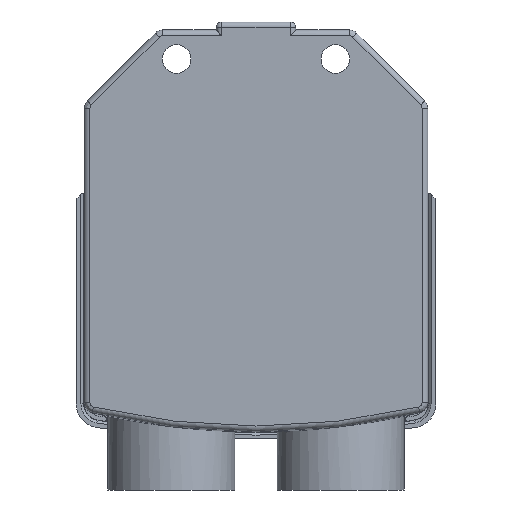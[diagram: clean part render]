
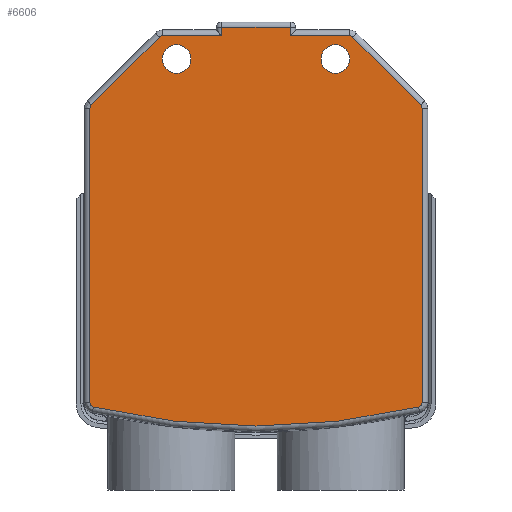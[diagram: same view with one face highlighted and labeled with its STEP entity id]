
A CAD part, front view. The second image highlights one B-rep face of the part: STEP entity #6606.
In plain terms, the highlighted planar face has unit normal (0, -1, 0).
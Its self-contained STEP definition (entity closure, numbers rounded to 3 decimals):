
#37=DIRECTION('',(-1.,0.,0.));
#38=VECTOR('',#37,11.172);
#39=CARTESIAN_POINT('',(17.672,0.,30.9));
#40=LINE('',#39,#38);
#41=CARTESIAN_POINT('',(17.672,0.,30.));
#42=DIRECTION('',(0.,-1.,0.));
#43=DIRECTION('',(0.707,0.,0.707));
#44=AXIS2_PLACEMENT_3D('',#41,#42,#43);
#46=DIRECTION('',(-0.707,0.,0.707));
#47=VECTOR('',#46,18.142);
#48=CARTESIAN_POINT('',(31.136,0.,17.808));
#49=LINE('',#48,#47);
#50=CARTESIAN_POINT('',(30.5,0.,17.172));
#51=DIRECTION('',(0.,-1.,0.));
#52=DIRECTION('',(1.,0.,0.));
#53=AXIS2_PLACEMENT_3D('',#50,#51,#52);
#55=DIRECTION('',(0.,0.,1.));
#56=VECTOR('',#55,55.6);
#57=CARTESIAN_POINT('',(31.4,0.,-38.429));
#58=LINE('',#57,#56);
#59=CARTESIAN_POINT('',(30.5,0.,-38.429));
#60=DIRECTION('',(0.,-1.,0.));
#61=DIRECTION('',(0.231,0.,-0.973));
#62=AXIS2_PLACEMENT_3D('',#59,#60,#61);
#64=CARTESIAN_POINT('',(0.,0.,90.031));
#65=DIRECTION('',(0.,-1.,0.));
#66=DIRECTION('',(-0.231,0.,-0.973));
#67=AXIS2_PLACEMENT_3D('',#64,#65,#66);
#69=CARTESIAN_POINT('',(-30.5,0.,-38.429));
#70=DIRECTION('',(0.,-1.,0.));
#71=DIRECTION('',(-1.,0.,0.));
#72=AXIS2_PLACEMENT_3D('',#69,#70,#71);
#74=DIRECTION('',(0.,0.,-1.));
#75=VECTOR('',#74,55.6);
#76=CARTESIAN_POINT('',(-31.4,0.,17.172));
#77=LINE('',#76,#75);
#78=CARTESIAN_POINT('',(-30.5,0.,17.172));
#79=DIRECTION('',(0.,-1.,0.));
#80=DIRECTION('',(-0.707,0.,0.707));
#81=AXIS2_PLACEMENT_3D('',#78,#79,#80);
#83=DIRECTION('',(-0.707,0.,-0.707));
#84=VECTOR('',#83,18.142);
#85=CARTESIAN_POINT('',(-18.308,0.,30.636));
#86=LINE('',#85,#84);
#87=CARTESIAN_POINT('',(-17.672,0.,30.));
#88=DIRECTION('',(0.,-1.,0.));
#89=DIRECTION('',(0.,0.,1.));
#90=AXIS2_PLACEMENT_3D('',#87,#88,#89);
#92=DIRECTION('',(-1.,0.,0.));
#93=VECTOR('',#92,11.172);
#94=CARTESIAN_POINT('',(-6.5,0.,30.9));
#95=LINE('',#94,#93);
#96=CARTESIAN_POINT('',(15.,0.,26.5));
#97=DIRECTION('',(0.,-1.,0.));
#98=DIRECTION('',(-1.,0.,0.));
#99=AXIS2_PLACEMENT_3D('',#96,#97,#98);
#101=CARTESIAN_POINT('',(15.,0.,26.5));
#102=DIRECTION('',(0.,-1.,0.));
#103=DIRECTION('',(1.,0.,0.));
#104=AXIS2_PLACEMENT_3D('',#101,#102,#103);
#106=CARTESIAN_POINT('',(-15.,0.,26.5));
#107=DIRECTION('',(0.,-1.,0.));
#108=DIRECTION('',(-1.,0.,0.));
#109=AXIS2_PLACEMENT_3D('',#106,#107,#108);
#111=CARTESIAN_POINT('',(-15.,0.,26.5));
#112=DIRECTION('',(0.,-1.,0.));
#113=DIRECTION('',(1.,0.,0.));
#114=AXIS2_PLACEMENT_3D('',#111,#112,#113);
#719=DIRECTION('',(0.,0.,1.));
#720=VECTOR('',#719,1.6);
#721=CARTESIAN_POINT('',(6.5,0.,30.9));
#722=LINE('',#721,#720);
#723=DIRECTION('',(-1.,0.,0.));
#724=VECTOR('',#723,13.);
#725=CARTESIAN_POINT('',(6.5,0.,32.5));
#726=LINE('',#725,#724);
#3253=DIRECTION('',(0.,0.,-1.));
#3254=VECTOR('',#3253,1.6);
#3255=CARTESIAN_POINT('',(-6.5,0.,32.5));
#3256=LINE('',#3255,#3254);
#5674=CARTESIAN_POINT('',(6.5,0.,32.5));
#5675=CARTESIAN_POINT('',(-6.5,0.,32.5));
#5676=VERTEX_POINT('',#5674);
#5677=VERTEX_POINT('',#5675);
#5678=CARTESIAN_POINT('',(12.3,0.,26.5));
#5679=CARTESIAN_POINT('',(17.7,0.,26.5));
#5680=VERTEX_POINT('',#5678);
#5681=VERTEX_POINT('',#5679);
#5682=CARTESIAN_POINT('',(-17.7,0.,26.5));
#5683=CARTESIAN_POINT('',(-12.3,0.,26.5));
#5684=VERTEX_POINT('',#5682);
#5685=VERTEX_POINT('',#5683);
#5788=CARTESIAN_POINT('',(17.672,0.,30.9));
#5789=CARTESIAN_POINT('',(6.5,0.,30.9));
#5790=VERTEX_POINT('',#5788);
#5791=VERTEX_POINT('',#5789);
#5792=CARTESIAN_POINT('',(18.308,0.,30.636));
#5793=VERTEX_POINT('',#5792);
#5796=CARTESIAN_POINT('',(31.136,0.,17.808));
#5797=VERTEX_POINT('',#5796);
#5800=CARTESIAN_POINT('',(31.4,0.,17.172));
#5801=VERTEX_POINT('',#5800);
#5804=CARTESIAN_POINT('',(31.4,0.,-38.429));
#5805=VERTEX_POINT('',#5804);
#5808=CARTESIAN_POINT('',(30.708,0.,-39.305));
#5809=VERTEX_POINT('',#5808);
#5812=CARTESIAN_POINT('',(-30.708,0.,-39.305));
#5813=VERTEX_POINT('',#5812);
#5816=CARTESIAN_POINT('',(-31.4,0.,-38.429));
#5817=VERTEX_POINT('',#5816);
#5820=CARTESIAN_POINT('',(-31.4,0.,17.172));
#5821=VERTEX_POINT('',#5820);
#5824=CARTESIAN_POINT('',(-31.136,0.,17.808));
#5825=VERTEX_POINT('',#5824);
#5828=CARTESIAN_POINT('',(-18.308,0.,30.636));
#5829=VERTEX_POINT('',#5828);
#5832=CARTESIAN_POINT('',(-17.672,0.,30.9));
#5833=VERTEX_POINT('',#5832);
#5840=CARTESIAN_POINT('',(-6.5,0.,30.9));
#5841=VERTEX_POINT('',#5840);
#6555=CARTESIAN_POINT('',(0.,0.,0.));
#6556=DIRECTION('',(0.,1.,0.));
#6557=DIRECTION('',(1.,0.,0.));
#6558=AXIS2_PLACEMENT_3D('',#6555,#6556,#6557);
#6559=PLANE('',#6558);
#6561=ORIENTED_EDGE('',*,*,#6560,.F.);
#6563=ORIENTED_EDGE('',*,*,#6562,.F.);
#6565=ORIENTED_EDGE('',*,*,#6564,.F.);
#6567=ORIENTED_EDGE('',*,*,#6566,.F.);
#6569=ORIENTED_EDGE('',*,*,#6568,.F.);
#6571=ORIENTED_EDGE('',*,*,#6570,.F.);
#6573=ORIENTED_EDGE('',*,*,#6572,.F.);
#6575=ORIENTED_EDGE('',*,*,#6574,.F.);
#6577=ORIENTED_EDGE('',*,*,#6576,.F.);
#6579=ORIENTED_EDGE('',*,*,#6578,.F.);
#6581=ORIENTED_EDGE('',*,*,#6580,.F.);
#6583=ORIENTED_EDGE('',*,*,#6582,.F.);
#6585=ORIENTED_EDGE('',*,*,#6584,.F.);
#6587=ORIENTED_EDGE('',*,*,#6586,.F.);
#6589=ORIENTED_EDGE('',*,*,#6588,.F.);
#6591=ORIENTED_EDGE('',*,*,#6590,.F.);
#6592=EDGE_LOOP('',(#6561,#6563,#6565,#6567,#6569,#6571,#6573,#6575,#6577,#6579,
#6581,#6583,#6585,#6587,#6589,#6591));
#6593=FACE_OUTER_BOUND('',#6592,.F.);
#6595=ORIENTED_EDGE('',*,*,#6594,.T.);
#6597=ORIENTED_EDGE('',*,*,#6596,.T.);
#6598=EDGE_LOOP('',(#6595,#6597));
#6599=FACE_BOUND('',#6598,.F.);
#6601=ORIENTED_EDGE('',*,*,#6600,.T.);
#6603=ORIENTED_EDGE('',*,*,#6602,.T.);
#6604=EDGE_LOOP('',(#6601,#6603));
#6605=FACE_BOUND('',#6604,.F.);
#6606=ADVANCED_FACE('',(#6593,#6599,#6605),#6559,.F.);
#45=CIRCLE('',#44,0.9);
#54=CIRCLE('',#53,0.9);
#63=CIRCLE('',#62,0.9);
#68=CIRCLE('',#67,132.931);
#73=CIRCLE('',#72,0.9);
#82=CIRCLE('',#81,0.9);
#91=CIRCLE('',#90,0.9);
#100=CIRCLE('',#99,2.7);
#105=CIRCLE('',#104,2.7);
#110=CIRCLE('',#109,2.7);
#115=CIRCLE('',#114,2.7);
#6560=EDGE_CURVE('',#5790,#5791,#40,.T.);
#6562=EDGE_CURVE('',#5793,#5790,#45,.T.);
#6564=EDGE_CURVE('',#5797,#5793,#49,.T.);
#6566=EDGE_CURVE('',#5801,#5797,#54,.T.);
#6568=EDGE_CURVE('',#5805,#5801,#58,.T.);
#6570=EDGE_CURVE('',#5809,#5805,#63,.T.);
#6572=EDGE_CURVE('',#5813,#5809,#68,.T.);
#6574=EDGE_CURVE('',#5817,#5813,#73,.T.);
#6576=EDGE_CURVE('',#5821,#5817,#77,.T.);
#6578=EDGE_CURVE('',#5825,#5821,#82,.T.);
#6580=EDGE_CURVE('',#5829,#5825,#86,.T.);
#6582=EDGE_CURVE('',#5833,#5829,#91,.T.);
#6584=EDGE_CURVE('',#5841,#5833,#95,.T.);
#6586=EDGE_CURVE('',#5677,#5841,#3256,.T.);
#6588=EDGE_CURVE('',#5676,#5677,#726,.T.);
#6590=EDGE_CURVE('',#5791,#5676,#722,.T.);
#6594=EDGE_CURVE('',#5680,#5681,#100,.T.);
#6596=EDGE_CURVE('',#5681,#5680,#105,.T.);
#6600=EDGE_CURVE('',#5684,#5685,#110,.T.);
#6602=EDGE_CURVE('',#5685,#5684,#115,.T.);
